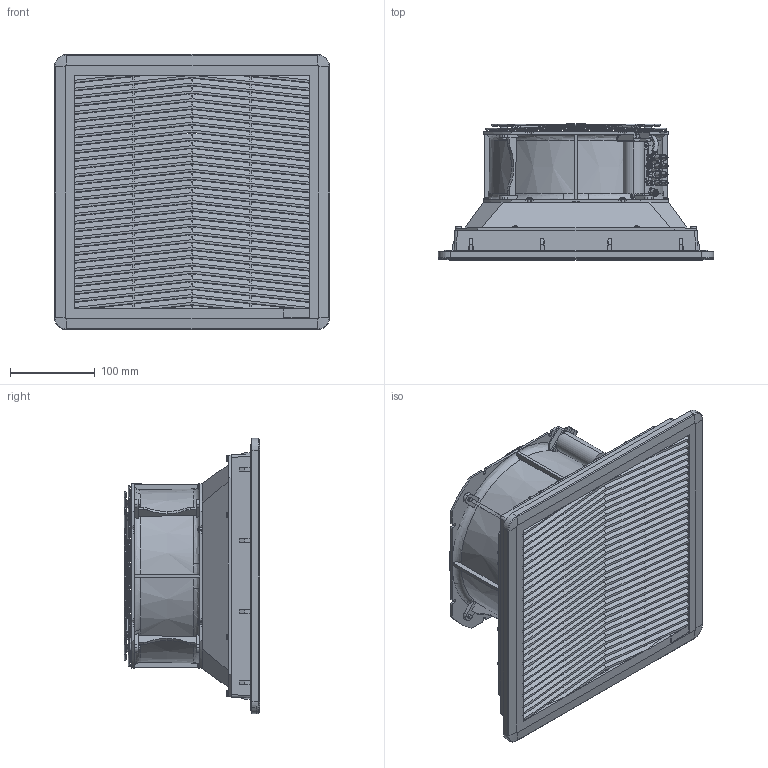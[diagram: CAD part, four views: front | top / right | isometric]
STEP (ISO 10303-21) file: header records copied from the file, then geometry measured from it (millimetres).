
FILE_DESCRIPTION((''),'2;1');
FILE_NAME('SCE-N12FA1010','2013-09-12T',('alexcam'),(''),'PRO/ENGINEER BY PARAMETRIC TECHNOLOGY CORPORATION, 2010040','PRO/ENGINEER BY PARAMETRIC TECHNOLOGY CORPORATION, 2010040','');
FILE_SCHEMA(('AUTOMOTIVE_DESIGN_CC2 { 1 2 10303 214 -1 1 5 2 }'));
Products named in the file (1): SCE-N12FA1010
Bounding box: 325 x 160.17 x 325 mm (x, y, z)
Volume: 62873.2 mm3; surface area: 927268.5 mm2
Topology: 22 solids, 28 shells, 4580 faces, 13395 edges, 8515 vertices
Faces by surface type: plane 2313, cylinder 1347, cone 392, bspline 291, torus 171, sphere 44, revolution 19, extrusion 3
Entity records: 231842 total; most frequent: CARTESIAN_POINT 68338, ORIENTED_EDGE 26588, DIRECTION 21605, PRESENTATION_STYLE_ASSIGNMENT 14145, STYLED_ITEM 14056, CURVE_STYLE 13355, EDGE_CURVE 13355, VERTEX_POINT 8515
